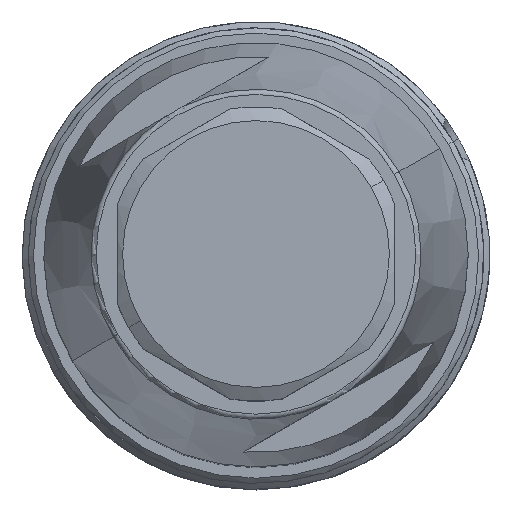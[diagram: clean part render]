
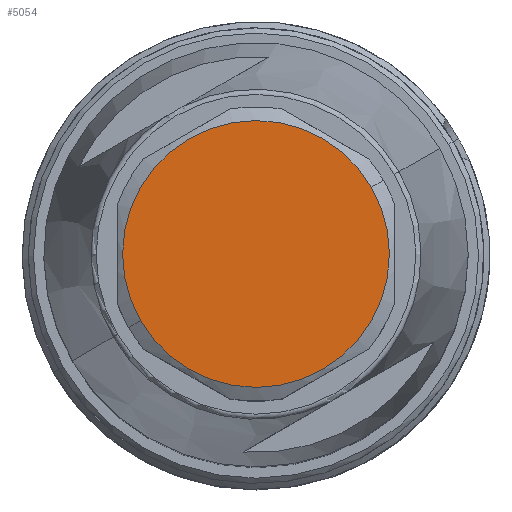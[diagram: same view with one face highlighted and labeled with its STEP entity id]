
A CAD part, top view. The second image highlights one B-rep face of the part: STEP entity #5054.
In plain terms, the highlighted planar face has unit normal (0, 0, 1).
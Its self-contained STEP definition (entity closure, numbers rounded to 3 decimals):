
#5004=AXIS2_PLACEMENT_3D('Circle Axis2P3D',#5002,#5003,$) ;
#5028=AXIS2_PLACEMENT_3D('Circle Axis2P3D',#5026,#5027,$) ;
#5048=AXIS2_PLACEMENT_3D('Plane Axis2P3D',#5045,#5046,#5047) ;
#4992=CARTESIAN_POINT('Vertex',(6.834,9.646,78.4)) ;
#4999=CARTESIAN_POINT('Vertex',(20.166,17.354,78.4)) ;
#5002=CARTESIAN_POINT('Axis2P3D Location',(13.5,13.5,78.4)) ;
#5026=CARTESIAN_POINT('Axis2P3D Location',(13.5,13.5,78.4)) ;
#5045=CARTESIAN_POINT('Axis2P3D Location',(13.5,13.5,78.4)) ;
#5003=DIRECTION('Axis2P3D Direction',(0.,0.,-1.)) ;
#5027=DIRECTION('Axis2P3D Direction',(0.,0.,-1.)) ;
#5046=DIRECTION('Axis2P3D Direction',(0.,-0.,1.)) ;
#5047=DIRECTION('Axis2P3D XDirection',(0.866,0.501,0.)) ;
#5051=ORIENTED_EDGE('',*,*,#5030,.T.) ;
#5052=ORIENTED_EDGE('',*,*,#5006,.T.) ;
#5054=ADVANCED_FACE('Hauptk\X2\00F6\X0\rper',(#5053),#5049,.T.) ;
#5005=CIRCLE('generated circle',#5004,7.7) ;
#5029=CIRCLE('generated circle',#5028,7.7) ;
#5006=EDGE_CURVE('',#4993,#5000,#5005,.F.) ;
#5030=EDGE_CURVE('',#5000,#4993,#5029,.F.) ;
#5050=EDGE_LOOP('',(#5051,#5052)) ;
#5053=FACE_OUTER_BOUND('',#5050,.T.) ;
#5049=PLANE('',#5048) ;
#4993=VERTEX_POINT('',#4992) ;
#5000=VERTEX_POINT('',#4999) ;
